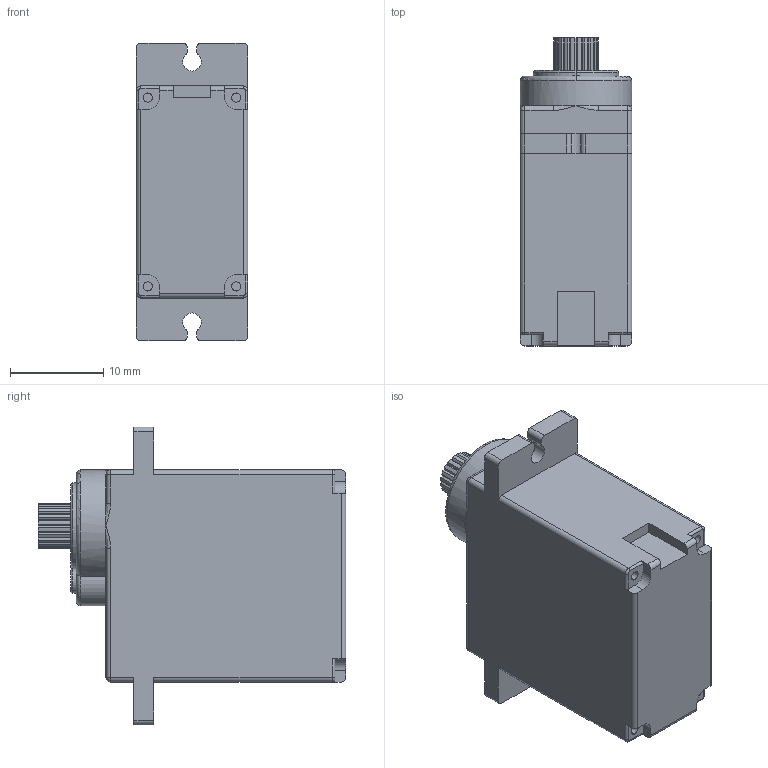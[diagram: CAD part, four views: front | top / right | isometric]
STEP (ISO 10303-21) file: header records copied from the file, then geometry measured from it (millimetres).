
FILE_DESCRIPTION (( 'STEP AP214' ), '1' );
FILE_NAME ('Turnigy TGY-180D Servo.STEP', '2015-04-17T07:34:02', ( 'upstairs' ), ( '' ), 'SwSTEP 2.0', 'SolidWorks 2014', '' );
FILE_SCHEMA (( 'AUTOMOTIVE_DESIGN' ));
Length unit declared in the file: millimetre
Products named in the file (3): Part2^Turnigy TGY-180D Servo; Part1^Turnigy TGY-180D Servo; Turnigy TGY-180D Servo
Assembly tree (2 placements, depth 2):
  Turnigy TGY-180D Servo
    Part1^Turnigy TGY-180D Servo
    Part2^Turnigy TGY-180D Servo
Bounding box: 12 x 33.1 x 32 mm (x, y, z)
Volume: 7681.9 mm3; surface area: 2894.4 mm2
Topology: 2 solids, 2 shells, 192 faces, 521 edges, 329 vertices
Faces by surface type: plane 87, cylinder 84, torus 11, bspline 6, sphere 4
Entity records: 6257 total; most frequent: CARTESIAN_POINT 1231, DIRECTION 1079, ORIENTED_EDGE 1022, EDGE_CURVE 511, AXIS2_PLACEMENT_3D 385, VERTEX_POINT 329, VECTOR 309, LINE 309
